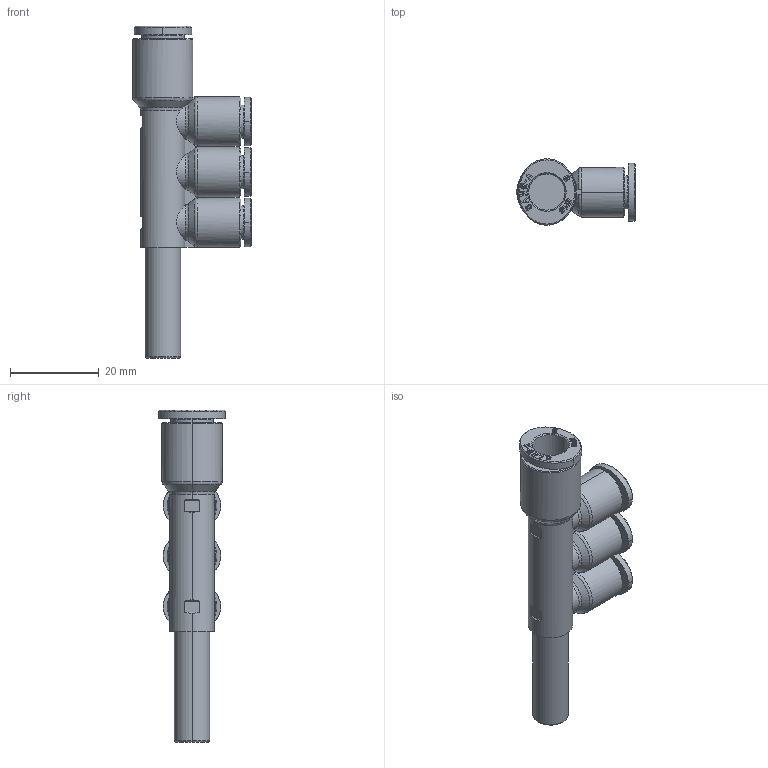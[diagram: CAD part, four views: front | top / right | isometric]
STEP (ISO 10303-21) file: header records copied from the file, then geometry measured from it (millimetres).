
FILE_DESCRIPTION((''),'2;1');
FILE_NAME('GPKJ_0806(3D).stp','2012-12-20T18:58:02',(''),(''),'Mechanical Desktop.R8.0.24.0','Mechanical Desktop.R8.0.24.0',', , ');
FILE_SCHEMA(('CONFIG_CONTROL_DESIGN'));
Length unit declared in the file: millimetre
Products named in the file (2): GPKJ_0806(3D); ºÎÇ°2
Assembly tree (1 placements, depth 2):
  GPKJ_0806(3D)
    ºÎÇ°2
Bounding box: 26.75 x 15 x 75 mm (x, y, z)
Volume: 8169.4 mm3; surface area: 6272.6 mm2
Topology: 1 solids, 1 shells, 1103 faces, 3091 edges, 2049 vertices
Faces by surface type: plane 864, bspline 127, cylinder 76, cone 26, torus 10
Entity records: 38843 total; most frequent: CARTESIAN_POINT 10554, ORIENTED_EDGE 6182, DIRECTION 5383, EDGE_CURVE 3091, VECTOR 2589, LINE 2589, VERTEX_POINT 2049, AXIS2_PLACEMENT_3D 1397
